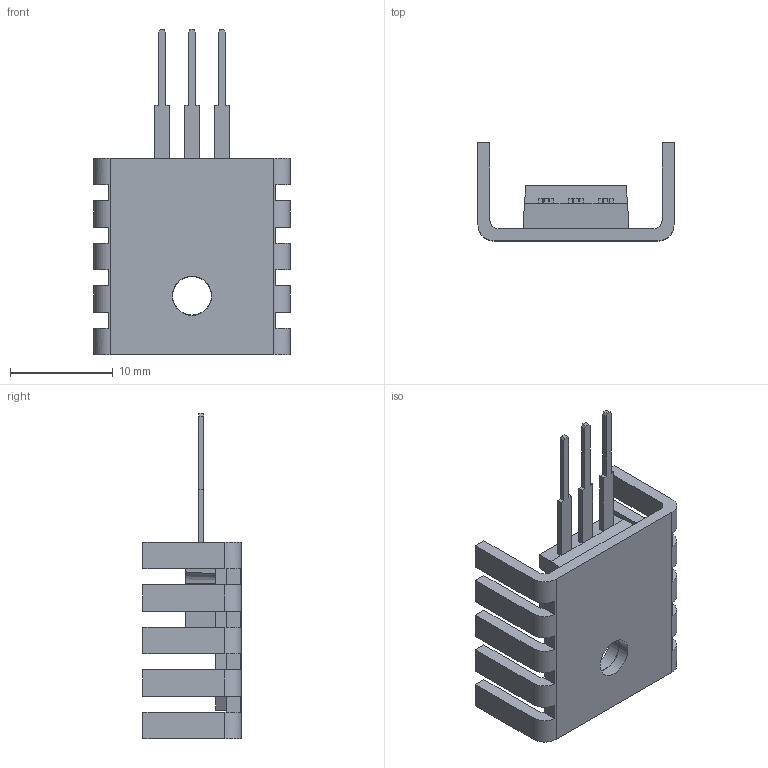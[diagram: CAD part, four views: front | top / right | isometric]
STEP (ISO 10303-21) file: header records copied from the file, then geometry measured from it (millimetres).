
FILE_DESCRIPTION (( 'STEP AP214' ), '1' );
FILE_NAME ('User Library-TO220-7805+HEATSINK.STEP', '2019-01-18T06:35:22', ( '' ), ( '' ), 'SwSTEP 2.0', 'SolidWorks 2018', '' );
FILE_SCHEMA (( 'AUTOMOTIVE_DESIGN' ));
Length unit declared in the file: millimetre
Products named in the file (3): User Library-TO220-7805+HEATSINK; User Library-TO220-7805+HEATSINK_TO220_Heatsink; User Library-TO220-7805+HEATSINK_L7805
Assembly tree (2 placements, depth 2):
  User Library-TO220-7805+HEATSINK
    User Library-TO220-7805+HEATSINK_TO220_Heatsink
    User Library-TO220-7805+HEATSINK_L7805
Bounding box: 19.05 x 9.53 x 31.58 mm (x, y, z)
Volume: 1066.7 mm3; surface area: 2030.3 mm2
Topology: 19 solids, 19 shells, 534 faces, 1407 edges, 934 vertices
Faces by surface type: plane 353, bspline 170, cylinder 8, cone 3
Entity records: 33322 total; most frequent: CARTESIAN_POINT 15062, ORIENTED_EDGE 2814, DIRECTION 1855, EDGE_CURVE 1407, LINE 1009, VECTOR 1009, VERTEX_POINT 934, EDGE_LOOP 573
